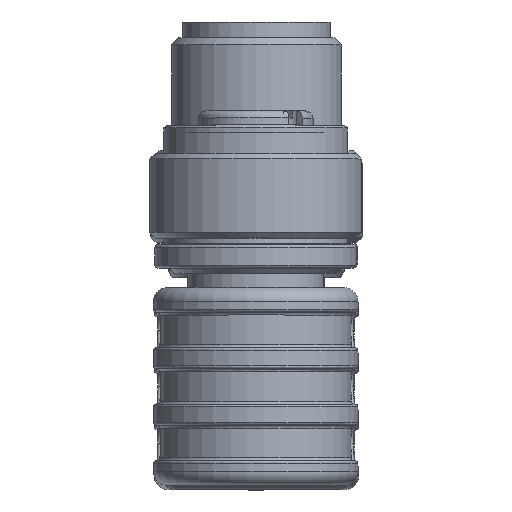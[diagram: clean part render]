
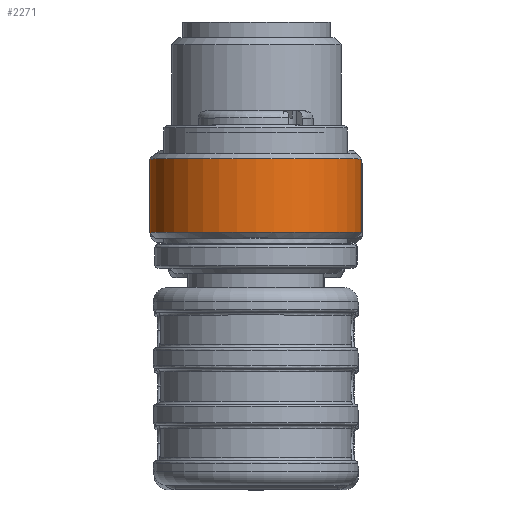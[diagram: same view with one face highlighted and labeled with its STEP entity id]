
A CAD part, top view. The second image highlights one B-rep face of the part: STEP entity #2271.
In plain terms, the highlighted cylindrical face has radius 7.5 mm (diameter 15 mm), a full revolution.
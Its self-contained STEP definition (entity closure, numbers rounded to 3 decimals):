
#2271=ADVANCED_FACE('F102',(#2800,#2801),#2580,.T.);
#2580=CYLINDRICAL_SURFACE('',#7858,7.5);
#2800=FACE_BOUND('',#3191,.T.);
#2801=FACE_BOUND('',#3192,.T.);
#3191=EDGE_LOOP('',(#4761));
#3192=EDGE_LOOP('',(#4762));
#3641=CIRCLE('',#7855,7.5);
#3642=CIRCLE('',#7857,7.5);
#4761=ORIENTED_EDGE('',*,*,#6878,.T.);
#4762=ORIENTED_EDGE('',*,*,#6879,.F.);
#6075=VERTEX_POINT('',#12224);
#6076=VERTEX_POINT('',#12227);
#6878=EDGE_CURVE('E264',#6075,#6075,#3641,.T.);
#6879=EDGE_CURVE('E263',#6076,#6076,#3642,.T.);
#7855=AXIS2_PLACEMENT_3D('',#12223,#9076,#9077);
#7857=AXIS2_PLACEMENT_3D('',#12226,#9080,#9081);
#7858=AXIS2_PLACEMENT_3D('',#12228,#9082,#9083);
#9076=DIRECTION('',(0.,-1.,0.));
#9077=DIRECTION('',(1.,0.,0.));
#9080=DIRECTION('',(0.,-1.,0.));
#9081=DIRECTION('',(1.,0.,0.));
#9082=DIRECTION('',(0.,-1.,0.));
#9083=DIRECTION('',(-1.,0.,0.));
#12223=CARTESIAN_POINT('',(49.95,61.4,120.33));
#12224=CARTESIAN_POINT('',(57.45,61.4,120.33));
#12226=CARTESIAN_POINT('',(49.95,56.2,120.33));
#12227=CARTESIAN_POINT('',(57.45,56.2,120.33));
#12228=CARTESIAN_POINT('',(49.95,61.4,120.33));
